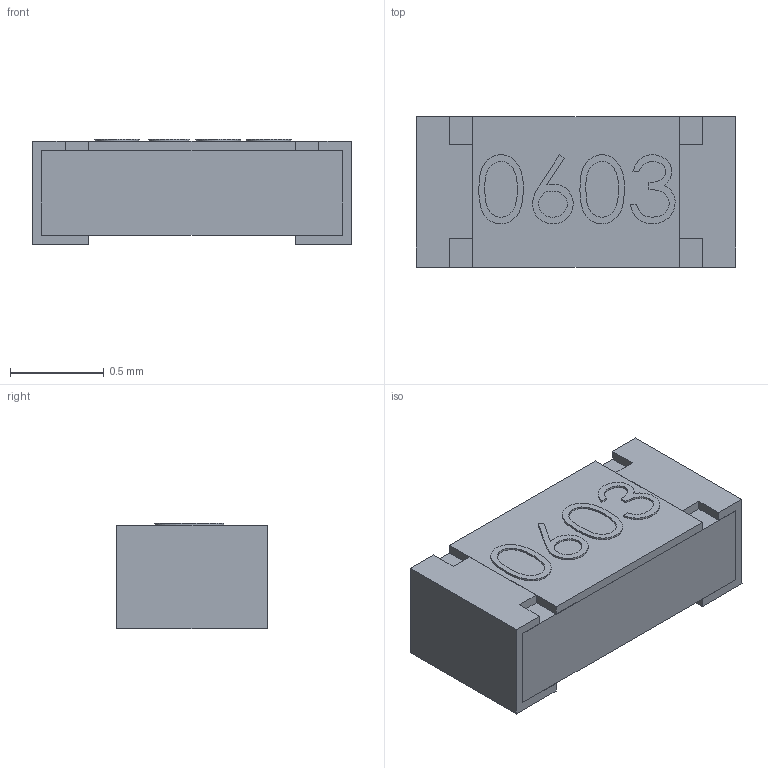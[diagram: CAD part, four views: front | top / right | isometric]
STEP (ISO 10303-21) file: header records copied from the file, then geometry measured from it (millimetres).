
FILE_DESCRIPTION(/* description */ (''),/* implementation_level */ '2;1');
FILE_NAME(/* name */ 'RS-0603 (2).step',/* time_stamp */ '2023-05-22T18:24:23+10:00',/* author */ (''),/* organization */ (''),/* preprocessor_version */ 'ST-DEVELOPER v19.2',/* originating_system */ 'Autodesk Translation Framework v12.4.0.73',/* authorisation */ '');
FILE_SCHEMA (('AUTOMOTIVE_DESIGN { 1 0 10303 214 3 1 1 }'));
Length unit declared in the file: millimetre
Products named in the file (2): RS-0603 (2); User Library-RES_1609-0603
Assembly tree (1 placements, depth 2):
  RS-0603 (2)
    User Library-RES_1609-0603
Bounding box: 1.7 x 0.8 x 0.56 mm (x, y, z)
Volume: 0.7 mm3; surface area: 10.3 mm2
Topology: 4 solids, 4 shells, 94 faces, 237 edges, 158 vertices
Faces by surface type: plane 53, bspline 41
Entity records: 5508 total; most frequent: CARTESIAN_POINT 3397, ORIENTED_EDGE 474, DIRECTION 267, EDGE_CURVE 237, VERTEX_POINT 158, LINE 155, VECTOR 155, EDGE_LOOP 101
